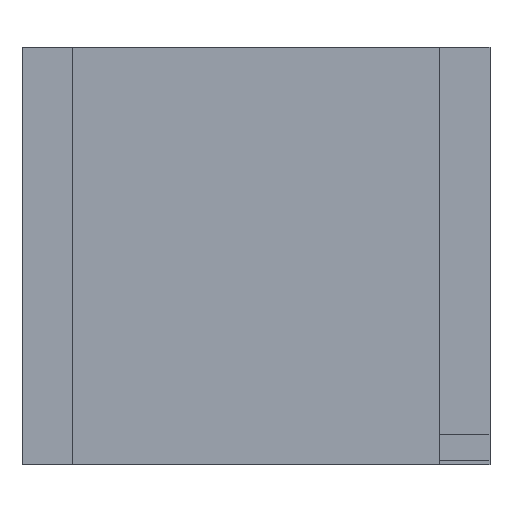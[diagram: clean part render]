
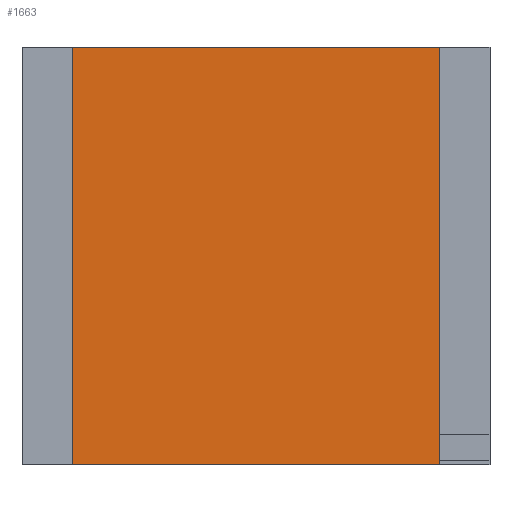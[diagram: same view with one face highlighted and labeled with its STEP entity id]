
A CAD part, left-side view. The second image highlights one B-rep face of the part: STEP entity #1663.
In plain terms, the highlighted planar face has unit normal (-1, 0, 0).
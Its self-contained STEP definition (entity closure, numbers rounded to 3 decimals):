
#1198 = PLANE('',#1199);
#1199 = AXIS2_PLACEMENT_3D('',#1200,#1201,#1202);
#1200 = CARTESIAN_POINT('',(-0.688,0.6,0.));
#1201 = DIRECTION('',(1.,0.,0.));
#1202 = DIRECTION('',(0.,0.,1.));
#1268 = VERTEX_POINT('',#1269);
#1269 = CARTESIAN_POINT('',(-0.688,9.4,0.));
#1306 = PLANE('',#1307);
#1307 = AXIS2_PLACEMENT_3D('',#1308,#1309,#1310);
#1308 = CARTESIAN_POINT('',(-0.688,0.6,0.));
#1309 = DIRECTION('',(0.,0.,1.));
#1310 = DIRECTION('',(1.,0.,0.));
#1398 = VERTEX_POINT('',#1399);
#1399 = CARTESIAN_POINT('',(-0.688,9.4,10.));
#1434 = PLANE('',#1435);
#1435 = AXIS2_PLACEMENT_3D('',#1436,#1437,#1438);
#1436 = CARTESIAN_POINT('',(-0.688,0.6,10.));
#1437 = DIRECTION('',(0.,0.,1.));
#1438 = DIRECTION('',(1.,0.,0.));
#1452 = EDGE_CURVE('',#1268,#1398,#1453,.T.);
#1453 = SURFACE_CURVE('',#1454,(#1458,#1465),.PCURVE_S1.);
#1454 = LINE('',#1455,#1456);
#1455 = CARTESIAN_POINT('',(-0.688,9.4,0.));
#1456 = VECTOR('',#1457,1.);
#1457 = DIRECTION('',(0.,0.,1.));
#1458 = PCURVE('',#1198,#1459);
#1459 = DEFINITIONAL_REPRESENTATION('',(#1460),#1464);
#1460 = LINE('',#1461,#1462);
#1461 = CARTESIAN_POINT('',(0.,-8.8));
#1462 = VECTOR('',#1463,1.);
#1463 = DIRECTION('',(1.,0.));
#1464 = ( GEOMETRIC_REPRESENTATION_CONTEXT(2) 
PARAMETRIC_REPRESENTATION_CONTEXT() REPRESENTATION_CONTEXT('2D SPACE',''
  ) );
#1465 = PCURVE('',#1466,#1471);
#1466 = PLANE('',#1467);
#1467 = AXIS2_PLACEMENT_3D('',#1468,#1469,#1470);
#1468 = CARTESIAN_POINT('',(-0.688,-0.6,0.));
#1469 = DIRECTION('',(1.,0.,0.));
#1470 = DIRECTION('',(0.,0.,1.));
#1471 = DEFINITIONAL_REPRESENTATION('',(#1472),#1476);
#1472 = LINE('',#1473,#1474);
#1473 = CARTESIAN_POINT('',(0.,-10.));
#1474 = VECTOR('',#1475,1.);
#1475 = DIRECTION('',(1.,0.));
#1476 = ( GEOMETRIC_REPRESENTATION_CONTEXT(2) 
PARAMETRIC_REPRESENTATION_CONTEXT() REPRESENTATION_CONTEXT('2D SPACE',''
  ) );
#1483 = EDGE_CURVE('',#1484,#1268,#1486,.T.);
#1484 = VERTEX_POINT('',#1485);
#1485 = CARTESIAN_POINT('',(-0.688,0.6,0.));
#1486 = SURFACE_CURVE('',#1487,(#1491,#1498),.PCURVE_S1.);
#1487 = LINE('',#1488,#1489);
#1488 = CARTESIAN_POINT('',(-0.688,-0.6,0.));
#1489 = VECTOR('',#1490,1.);
#1490 = DIRECTION('',(0.,1.,0.));
#1491 = PCURVE('',#1306,#1492);
#1492 = DEFINITIONAL_REPRESENTATION('',(#1493),#1497);
#1493 = LINE('',#1494,#1495);
#1494 = CARTESIAN_POINT('',(0.,-1.2));
#1495 = VECTOR('',#1496,1.);
#1496 = DIRECTION('',(0.,1.));
#1497 = ( GEOMETRIC_REPRESENTATION_CONTEXT(2) 
PARAMETRIC_REPRESENTATION_CONTEXT() REPRESENTATION_CONTEXT('2D SPACE',''
  ) );
#1498 = PCURVE('',#1466,#1499);
#1499 = DEFINITIONAL_REPRESENTATION('',(#1500),#1504);
#1500 = LINE('',#1501,#1502);
#1501 = CARTESIAN_POINT('',(0.,0.));
#1502 = VECTOR('',#1503,1.);
#1503 = DIRECTION('',(0.,-1.));
#1504 = ( GEOMETRIC_REPRESENTATION_CONTEXT(2) 
PARAMETRIC_REPRESENTATION_CONTEXT() REPRESENTATION_CONTEXT('2D SPACE',''
  ) );
#1613 = EDGE_CURVE('',#1614,#1398,#1616,.T.);
#1614 = VERTEX_POINT('',#1615);
#1615 = CARTESIAN_POINT('',(-0.688,0.6,10.));
#1616 = SURFACE_CURVE('',#1617,(#1621,#1628),.PCURVE_S1.);
#1617 = LINE('',#1618,#1619);
#1618 = CARTESIAN_POINT('',(-0.688,-0.6,10.));
#1619 = VECTOR('',#1620,1.);
#1620 = DIRECTION('',(0.,1.,0.));
#1621 = PCURVE('',#1434,#1622);
#1622 = DEFINITIONAL_REPRESENTATION('',(#1623),#1627);
#1623 = LINE('',#1624,#1625);
#1624 = CARTESIAN_POINT('',(0.,-1.2));
#1625 = VECTOR('',#1626,1.);
#1626 = DIRECTION('',(0.,1.));
#1627 = ( GEOMETRIC_REPRESENTATION_CONTEXT(2) 
PARAMETRIC_REPRESENTATION_CONTEXT() REPRESENTATION_CONTEXT('2D SPACE',''
  ) );
#1628 = PCURVE('',#1466,#1629);
#1629 = DEFINITIONAL_REPRESENTATION('',(#1630),#1634);
#1630 = LINE('',#1631,#1632);
#1631 = CARTESIAN_POINT('',(10.,0.));
#1632 = VECTOR('',#1633,1.);
#1633 = DIRECTION('',(0.,-1.));
#1634 = ( GEOMETRIC_REPRESENTATION_CONTEXT(2) 
PARAMETRIC_REPRESENTATION_CONTEXT() REPRESENTATION_CONTEXT('2D SPACE',''
  ) );
#1663 = ADVANCED_FACE('',(#1664),#1466,.F.);
#1664 = FACE_BOUND('',#1665,.F.);
#1665 = EDGE_LOOP('',(#1666,#1667,#1693,#1694));
#1666 = ORIENTED_EDGE('',*,*,#1613,.F.);
#1667 = ORIENTED_EDGE('',*,*,#1668,.F.);
#1668 = EDGE_CURVE('',#1484,#1614,#1669,.T.);
#1669 = SURFACE_CURVE('',#1670,(#1674,#1681),.PCURVE_S1.);
#1670 = LINE('',#1671,#1672);
#1671 = CARTESIAN_POINT('',(-0.688,0.6,0.));
#1672 = VECTOR('',#1673,1.);
#1673 = DIRECTION('',(0.,0.,1.));
#1674 = PCURVE('',#1466,#1675);
#1675 = DEFINITIONAL_REPRESENTATION('',(#1676),#1680);
#1676 = LINE('',#1677,#1678);
#1677 = CARTESIAN_POINT('',(0.,-1.2));
#1678 = VECTOR('',#1679,1.);
#1679 = DIRECTION('',(1.,0.));
#1680 = ( GEOMETRIC_REPRESENTATION_CONTEXT(2) 
PARAMETRIC_REPRESENTATION_CONTEXT() REPRESENTATION_CONTEXT('2D SPACE',''
  ) );
#1681 = PCURVE('',#1682,#1687);
#1682 = PLANE('',#1683);
#1683 = AXIS2_PLACEMENT_3D('',#1684,#1685,#1686);
#1684 = CARTESIAN_POINT('',(-0.688,-0.6,0.));
#1685 = DIRECTION('',(1.,0.,0.));
#1686 = DIRECTION('',(0.,0.,1.));
#1687 = DEFINITIONAL_REPRESENTATION('',(#1688),#1692);
#1688 = LINE('',#1689,#1690);
#1689 = CARTESIAN_POINT('',(0.,-1.2));
#1690 = VECTOR('',#1691,1.);
#1691 = DIRECTION('',(1.,0.));
#1692 = ( GEOMETRIC_REPRESENTATION_CONTEXT(2) 
PARAMETRIC_REPRESENTATION_CONTEXT() REPRESENTATION_CONTEXT('2D SPACE',''
  ) );
#1693 = ORIENTED_EDGE('',*,*,#1483,.T.);
#1694 = ORIENTED_EDGE('',*,*,#1452,.T.);
